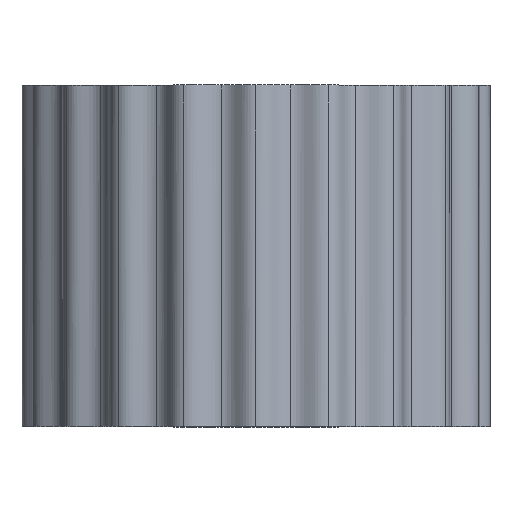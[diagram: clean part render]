
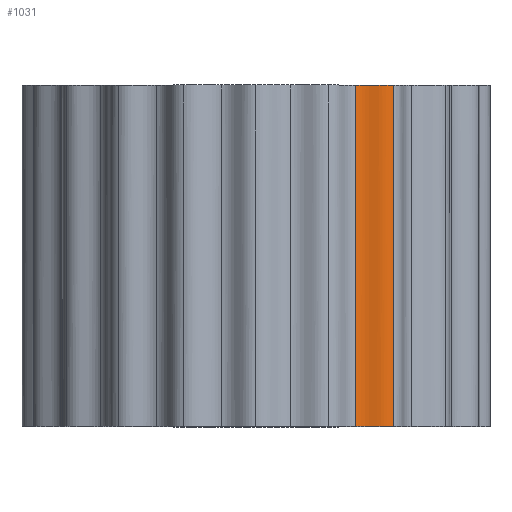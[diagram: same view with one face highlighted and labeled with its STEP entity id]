
A CAD part, top view. The second image highlights one B-rep face of the part: STEP entity #1031.
In plain terms, the highlighted free-form (B-spline) face has degree [5, 1] with [10, 2] control points.
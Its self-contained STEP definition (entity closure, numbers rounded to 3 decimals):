
#82=FACE_OUTER_BOUND('',#142,.T.);
#142=EDGE_LOOP('',(#753,#754,#755,#756));
#201=LINE('',#2169,#257);
#202=LINE('',#2201,#258);
#257=VECTOR('',#1132,10.);
#258=VECTOR('',#1133,10.);
#315=(
BOUNDED_CURVE()
B_SPLINE_CURVE(5,(#1458,#1459,#1460,#1461,#1462,#1463,#1464,#1465,#1466,
#1467),.UNSPECIFIED.,.F.,.F.)
B_SPLINE_CURVE_WITH_KNOTS((6,1,1,1,1,6),(0.,0.2,0.4,0.6,0.8,1.),
 .UNSPECIFIED.)
CURVE()
GEOMETRIC_REPRESENTATION_ITEM()
RATIONAL_B_SPLINE_CURVE((1.,1.,1.,1.,1.,1.,1.,1.,1.,1.))
REPRESENTATION_ITEM('')
);
#353=(
BOUNDED_CURVE()
B_SPLINE_CURVE(5,(#2191,#2192,#2193,#2194,#2195,#2196,#2197,#2198,#2199,
#2200),.UNSPECIFIED.,.F.,.F.)
B_SPLINE_CURVE_WITH_KNOTS((6,1,1,1,1,6),(-1.,-0.8,-0.6,-0.4,-0.2,0.),
 .UNSPECIFIED.)
CURVE()
GEOMETRIC_REPRESENTATION_ITEM()
RATIONAL_B_SPLINE_CURVE((1.,1.,1.,1.,1.,1.,1.,1.,1.,1.))
REPRESENTATION_ITEM('')
);
#396=VERTEX_POINT('',#1446);
#397=VERTEX_POINT('',#1457);
#434=VERTEX_POINT('',#2158);
#435=VERTEX_POINT('',#2190);
#506=EDGE_CURVE('',#396,#397,#315,.T.);
#558=EDGE_CURVE('',#434,#396,#201,.T.);
#559=EDGE_CURVE('',#435,#434,#353,.T.);
#560=EDGE_CURVE('',#435,#397,#202,.T.);
#753=ORIENTED_EDGE('',*,*,#559,.F.);
#754=ORIENTED_EDGE('',*,*,#560,.T.);
#755=ORIENTED_EDGE('',*,*,#506,.F.);
#756=ORIENTED_EDGE('',*,*,#558,.F.);
#990=(
BOUNDED_SURFACE()
B_SPLINE_SURFACE(5,1,((#2170,#2171),(#2172,#2173),(#2174,#2175),(#2176,
#2177),(#2178,#2179),(#2180,#2181),(#2182,#2183),(#2184,#2185),(#2186,#2187),
(#2188,#2189)),.UNSPECIFIED.,.F.,.F.,.F.)
B_SPLINE_SURFACE_WITH_KNOTS((6,1,1,1,1,6),(2,2),(-1.,-0.8,-0.6,-0.4,-0.2,
0.),(0.,0.35),.UNSPECIFIED.)
GEOMETRIC_REPRESENTATION_ITEM()
RATIONAL_B_SPLINE_SURFACE(((1.,1.),(1.,1.),(1.,1.),(1.,1.),(1.,1.),(1.,
1.),(1.,1.),(1.,1.),(1.,1.),(1.,1.)))
REPRESENTATION_ITEM('')
SURFACE()
);
#1031=ADVANCED_FACE('',(#82),#990,.F.);
#1132=DIRECTION('',(0.,-1.,0.));
#1133=DIRECTION('',(0.,-1.,0.));
#1446=CARTESIAN_POINT('',(1.411,-3.5,1.942));
#1457=CARTESIAN_POINT('',(1.021,-3.5,2.005));
#1458=CARTESIAN_POINT('Ctrl Pts',(1.411,-3.5,1.942));
#1459=CARTESIAN_POINT('Ctrl Pts',(1.395,-3.5,1.953));
#1460=CARTESIAN_POINT('Ctrl Pts',(1.364,-3.5,1.972));
#1461=CARTESIAN_POINT('Ctrl Pts',(1.318,-3.5,1.987));
#1462=CARTESIAN_POINT('Ctrl Pts',(1.257,-3.5,1.988));
#1463=CARTESIAN_POINT('Ctrl Pts',(1.182,-3.5,1.976));
#1464=CARTESIAN_POINT('Ctrl Pts',(1.12,-3.5,1.972));
#1465=CARTESIAN_POINT('Ctrl Pts',(1.072,-3.5,1.982));
#1466=CARTESIAN_POINT('Ctrl Pts',(1.038,-3.5,1.996));
#1467=CARTESIAN_POINT('Ctrl Pts',(1.021,-3.5,2.005));
#2158=CARTESIAN_POINT('',(1.411,0.,1.942));
#2169=CARTESIAN_POINT('',(1.411,0.,1.942));
#2170=CARTESIAN_POINT('Ctrl Pts',(1.021,0.,2.005));
#2171=CARTESIAN_POINT('Ctrl Pts',(1.021,-3.5,2.005));
#2172=CARTESIAN_POINT('Ctrl Pts',(1.038,0.,1.996));
#2173=CARTESIAN_POINT('Ctrl Pts',(1.038,-3.5,1.996));
#2174=CARTESIAN_POINT('Ctrl Pts',(1.072,0.,1.982));
#2175=CARTESIAN_POINT('Ctrl Pts',(1.072,-3.5,1.982));
#2176=CARTESIAN_POINT('Ctrl Pts',(1.12,0.,1.972));
#2177=CARTESIAN_POINT('Ctrl Pts',(1.12,-3.5,1.972));
#2178=CARTESIAN_POINT('Ctrl Pts',(1.182,0.,1.976));
#2179=CARTESIAN_POINT('Ctrl Pts',(1.182,-3.5,1.976));
#2180=CARTESIAN_POINT('Ctrl Pts',(1.257,0.,1.988));
#2181=CARTESIAN_POINT('Ctrl Pts',(1.257,-3.5,1.988));
#2182=CARTESIAN_POINT('Ctrl Pts',(1.318,0.,1.987));
#2183=CARTESIAN_POINT('Ctrl Pts',(1.318,-3.5,1.987));
#2184=CARTESIAN_POINT('Ctrl Pts',(1.364,0.,1.972));
#2185=CARTESIAN_POINT('Ctrl Pts',(1.364,-3.5,1.972));
#2186=CARTESIAN_POINT('Ctrl Pts',(1.395,0.,1.953));
#2187=CARTESIAN_POINT('Ctrl Pts',(1.395,-3.5,1.953));
#2188=CARTESIAN_POINT('Ctrl Pts',(1.411,0.,1.942));
#2189=CARTESIAN_POINT('Ctrl Pts',(1.411,-3.5,1.942));
#2190=CARTESIAN_POINT('',(1.021,0.,2.005));
#2191=CARTESIAN_POINT('Ctrl Pts',(1.021,0.,2.005));
#2192=CARTESIAN_POINT('Ctrl Pts',(1.038,0.,1.996));
#2193=CARTESIAN_POINT('Ctrl Pts',(1.072,0.,1.982));
#2194=CARTESIAN_POINT('Ctrl Pts',(1.12,0.,1.972));
#2195=CARTESIAN_POINT('Ctrl Pts',(1.182,0.,1.976));
#2196=CARTESIAN_POINT('Ctrl Pts',(1.257,0.,1.988));
#2197=CARTESIAN_POINT('Ctrl Pts',(1.318,0.,1.987));
#2198=CARTESIAN_POINT('Ctrl Pts',(1.364,0.,1.972));
#2199=CARTESIAN_POINT('Ctrl Pts',(1.395,0.,1.953));
#2200=CARTESIAN_POINT('Ctrl Pts',(1.411,0.,1.942));
#2201=CARTESIAN_POINT('',(1.021,0.,2.005));
